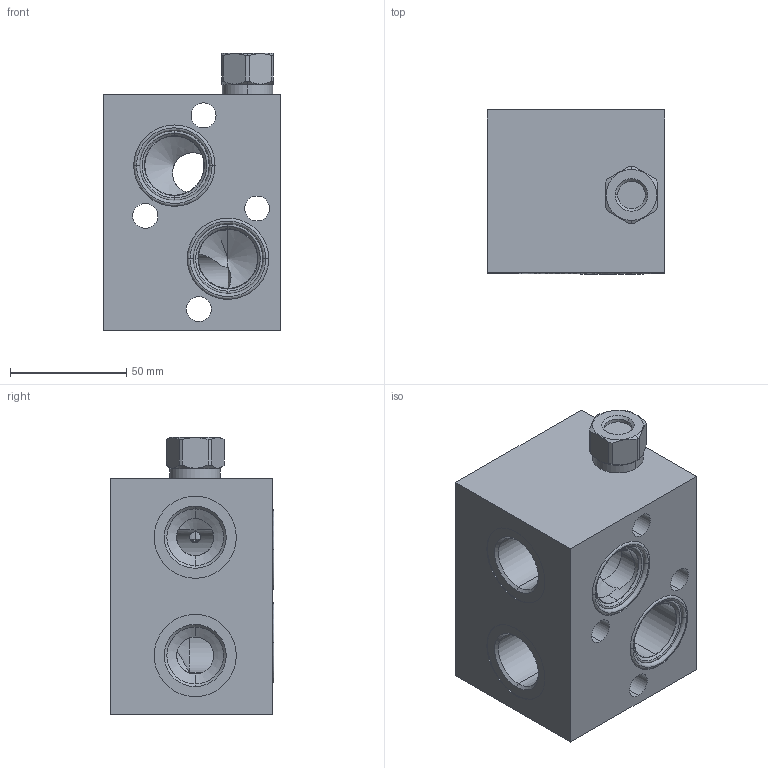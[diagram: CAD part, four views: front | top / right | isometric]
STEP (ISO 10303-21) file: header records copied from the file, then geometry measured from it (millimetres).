
FILE_DESCRIPTION((''),'2;1');
FILE_NAME('WKT_ASM','2023-07-25T',('ProEService'),(''),'PRO/ENGINEER BY PARAMETRIC TECHNOLOGY CORPORATION, 2014200','PRO/ENGINEER BY PARAMETRIC TECHNOLOGY CORPORATION, 2014200','');
FILE_SCHEMA(('CONFIG_CONTROL_DESIGN'));
Length unit declared in the file: inch
Products named in the file (4): 159-345-003; 500-001-123; CSAABXN; WKT_ASM
Assembly tree (4 placements, depth 2):
  WKT_ASM
    159-345-003
    500-001-123  x2
    CSAABXN
Bounding box: 76.2 x 70.31 x 119.08 mm (x, y, z)
Volume: 436126.9 mm3; surface area: 72579.6 mm2
Topology: 5 solids, 7 shells, 300 faces, 935 edges, 782 vertices
Faces by surface type: cylinder 130, cone 78, plane 48, torus 30, revolution 14
Entity records: 11875 total; most frequent: CARTESIAN_POINT 3566, DIRECTION 1828, ORIENTED_EDGE 1396, EDGE_CURVE 698, AXIS2_PLACEMENT_3D 683, VECTOR 452, LINE 452, VERTEX_POINT 431
